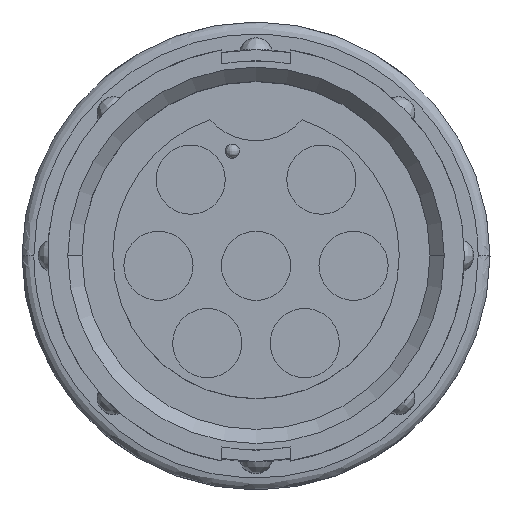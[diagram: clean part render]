
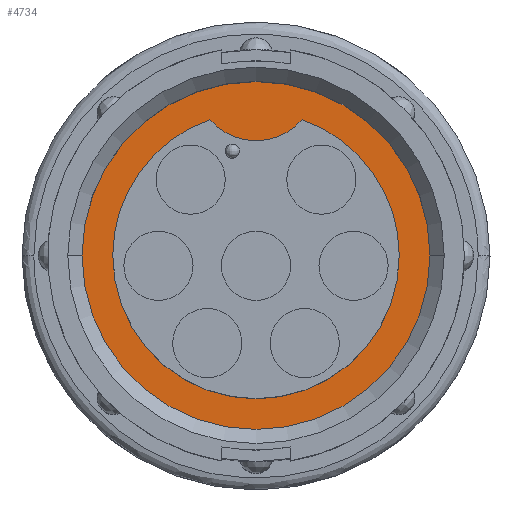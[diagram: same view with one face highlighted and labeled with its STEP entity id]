
A CAD part, top view. The second image highlights one B-rep face of the part: STEP entity #4734.
In plain terms, the highlighted planar face has unit normal (0, 0, 1).
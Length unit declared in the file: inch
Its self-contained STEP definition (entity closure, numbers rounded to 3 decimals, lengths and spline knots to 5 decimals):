
#250 = EDGE_LOOP ( 'NONE', ( #1297, #1793 ) ) ;
#251 = EDGE_LOOP ( 'NONE', ( #1720, #1867, #1654, #1838 ) ) ;
#680 = VERTEX_POINT ( 'NONE', #6974 ) ;
#729 = VERTEX_POINT ( 'NONE', #6796 ) ;
#732 = VERTEX_POINT ( 'NONE', #6793 ) ;
#733 = VERTEX_POINT ( 'NONE', #6791 ) ;
#734 = VERTEX_POINT ( 'NONE', #6789 ) ;
#806 = AXIS2_PLACEMENT_3D ( 'NONE', #7568, #7570, #7571 ) ;
#982 = AXIS2_PLACEMENT_3D ( 'NONE', #5881, #5880, #5879 ) ;
#1075 = AXIS2_PLACEMENT_3D ( 'NONE', #5923, #5922, #5921 ) ;
#1079 = AXIS2_PLACEMENT_3D ( 'NONE', #6035, #6033, #6032 ) ;
#1092 = FACE_OUTER_BOUND ( 'NONE', #250, .T. ) ;
#1094 = FACE_BOUND ( 'NONE', #251, .T. ) ;
#1149 = AXIS2_PLACEMENT_3D ( 'NONE', #6505, #6500, #6499 ) ;
#1297 = ORIENTED_EDGE ( 'NONE', *, *, #5459, .T. ) ;
#1654 = ORIENTED_EDGE ( 'NONE', *, *, #4595, .T. ) ;
#1720 = ORIENTED_EDGE ( 'NONE', *, *, #5268, .T. ) ;
#1793 = ORIENTED_EDGE ( 'NONE', *, *, #4701, .T. ) ;
#1838 = ORIENTED_EDGE ( 'NONE', *, *, #4724, .T. ) ;
#1867 = ORIENTED_EDGE ( 'NONE', *, *, #4607, .T. ) ;
#2154 = VERTEX_POINT ( 'NONE', #6618 ) ;
#2721 = CARTESIAN_POINT ( 'NONE',  ( 0., 0.37234, -0.31 ) ) ;
#2729 = DIRECTION ( 'NONE',  ( 0., 0., 1. ) ) ;
#2736 = DIRECTION ( 'NONE',  ( 1., 0., 0. ) ) ;
#3512 = DIRECTION ( 'NONE',  ( 1., 0., 0. ) ) ;
#3602 = DIRECTION ( 'NONE',  ( 0., 0., 1. ) ) ;
#3666 = CARTESIAN_POINT ( 'NONE',  ( 0., 0., -0.31 ) ) ;
#4460 = CIRCLE ( 'NONE', #1149, 0.3025 ) ;
#4595 = EDGE_CURVE ( 'NONE', #729, #733, #4810, .T. ) ;
#4607 = EDGE_CURVE ( 'NONE', #680, #729, #4460, .T. ) ;
#4701 = EDGE_CURVE ( 'NONE', #2154, #734, #4887, .T. ) ;
#4724 = EDGE_CURVE ( 'NONE', #733, #732, #5393, .T. ) ;
#4734 = ADVANCED_FACE ( 'NONE', ( #1094, #1092 ), #5882, .T. ) ;
#4810 = CIRCLE ( 'NONE', #806, 0.3025 ) ;
#4887 = CIRCLE ( 'NONE', #1079, 0.3675 ) ;
#5220 = CIRCLE ( 'NONE', #8075, 0.13 ) ;
#5268 = EDGE_CURVE ( 'NONE', #732, #680, #5220, .T. ) ;
#5393 = CIRCLE ( 'NONE', #1075, 0.3025 ) ;
#5459 = EDGE_CURVE ( 'NONE', #734, #2154, #8276, .T. ) ;
#5879 = DIRECTION ( 'NONE',  ( 1., 0., 0. ) ) ;
#5880 = DIRECTION ( 'NONE',  ( 0., 0., 1. ) ) ;
#5881 = CARTESIAN_POINT ( 'NONE',  ( 0., 0., -0.31 ) ) ;
#5882 = PLANE ( 'NONE',  #982 ) ;
#5921 = DIRECTION ( 'NONE',  ( 1., 0., 0. ) ) ;
#5922 = DIRECTION ( 'NONE',  ( 0., 0., -1. ) ) ;
#5923 = CARTESIAN_POINT ( 'NONE',  ( 0., 0., -0.31 ) ) ;
#6032 = DIRECTION ( 'NONE',  ( 1., 0., 0. ) ) ;
#6033 = DIRECTION ( 'NONE',  ( 0., 0., 1. ) ) ;
#6035 = CARTESIAN_POINT ( 'NONE',  ( 0., 0., -0.31 ) ) ;
#6499 = DIRECTION ( 'NONE',  ( 1., 0., 0. ) ) ;
#6500 = DIRECTION ( 'NONE',  ( 0., 0., -1. ) ) ;
#6505 = CARTESIAN_POINT ( 'NONE',  ( 0., 0., -0.31 ) ) ;
#6618 = CARTESIAN_POINT ( 'NONE',  ( -0.3675, 0., -0.31 ) ) ;
#6789 = CARTESIAN_POINT ( 'NONE',  ( 0.3675, 0., -0.31 ) ) ;
#6791 = CARTESIAN_POINT ( 'NONE',  ( -0.3025, 0., -0.31 ) ) ;
#6793 = CARTESIAN_POINT ( 'NONE',  ( -0.0975, 0.28636, -0.31 ) ) ;
#6796 = CARTESIAN_POINT ( 'NONE',  ( 0.3025, 0., -0.31 ) ) ;
#6974 = CARTESIAN_POINT ( 'NONE',  ( 0.0975, 0.28636, -0.31 ) ) ;
#7568 = CARTESIAN_POINT ( 'NONE',  ( 0., 0., -0.31 ) ) ;
#7570 = DIRECTION ( 'NONE',  ( 0., 0., -1. ) ) ;
#7571 = DIRECTION ( 'NONE',  ( 1., 0., 0. ) ) ;
#8009 = AXIS2_PLACEMENT_3D ( 'NONE', #3666, #3602, #3512 ) ;
#8075 = AXIS2_PLACEMENT_3D ( 'NONE', #2721, #2729, #2736 ) ;
#8276 = CIRCLE ( 'NONE', #8009, 0.3675 ) ;
